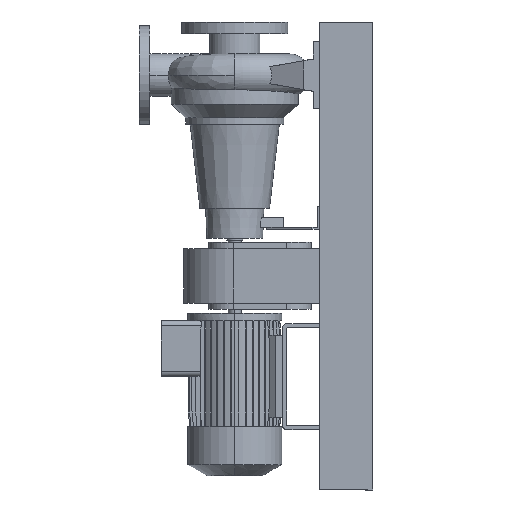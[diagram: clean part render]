
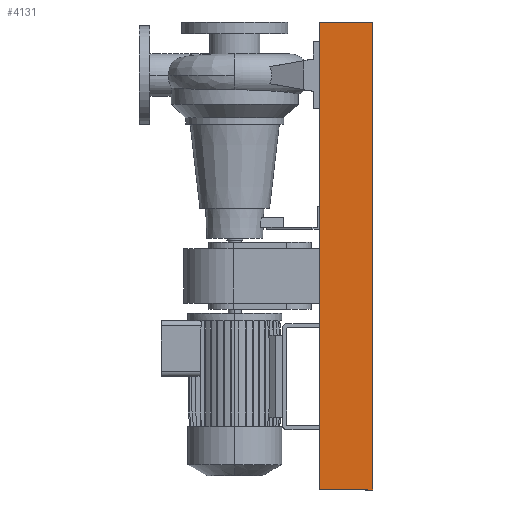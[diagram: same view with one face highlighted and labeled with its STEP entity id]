
A CAD part, left-side view. The second image highlights one B-rep face of the part: STEP entity #4131.
In plain terms, the highlighted planar face has unit normal (-1, 0, 0).
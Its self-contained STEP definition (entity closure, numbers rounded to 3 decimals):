
#1416 = VECTOR ( 'NONE', #4224, 1000. ) ;
#2321 = VECTOR ( 'NONE', #11064, 1000. ) ;
#2784 = EDGE_CURVE ( 'NONE', #10446, #17066, #9155, .T. ) ;
#3508 = LINE ( 'NONE', #10022, #7061 ) ;
#3647 = ORIENTED_EDGE ( 'NONE', *, *, #14961, .F. ) ;
#3724 = DIRECTION ( 'NONE',  ( 0., -1., 0. ) ) ;
#4131 = ADVANCED_FACE ( 'NONE', ( #9979 ), #14600, .T. ) ;
#4137 = CARTESIAN_POINT ( 'NONE',  ( -150., -50., -440. ) ) ;
#4224 = DIRECTION ( 'NONE',  ( 0., -1., 0. ) ) ;
#4515 = CARTESIAN_POINT ( 'NONE',  ( -150., 50., -440. ) ) ;
#6183 = CARTESIAN_POINT ( 'NONE',  ( -150., -50., 440. ) ) ;
#6201 = ORIENTED_EDGE ( 'NONE', *, *, #15931, .T. ) ;
#7061 = VECTOR ( 'NONE', #16591, 1000. ) ;
#8273 = CARTESIAN_POINT ( 'NONE',  ( -150., -50., -440. ) ) ;
#9155 = LINE ( 'NONE', #17641, #1416 ) ;
#9979 = FACE_OUTER_BOUND ( 'NONE', #18755, .T. ) ;
#10022 = CARTESIAN_POINT ( 'NONE',  ( -150., -50., -440. ) ) ;
#10446 = VERTEX_POINT ( 'NONE', #16911 ) ;
#11064 = DIRECTION ( 'NONE',  ( 0., 0., 1. ) ) ;
#12443 = AXIS2_PLACEMENT_3D ( 'NONE', #8273, #16118, #14490 ) ;
#12958 = VECTOR ( 'NONE', #3724, 1000. ) ;
#12998 = EDGE_CURVE ( 'NONE', #16307, #17066, #3508, .T. ) ;
#13185 = CARTESIAN_POINT ( 'NONE',  ( -150., 50., -440. ) ) ;
#13862 = ORIENTED_EDGE ( 'NONE', *, *, #12998, .T. ) ;
#13994 = LINE ( 'NONE', #4137, #12958 ) ;
#14384 = LINE ( 'NONE', #4515, #2321 ) ;
#14490 = DIRECTION ( 'NONE',  ( 0., 0., 1. ) ) ;
#14600 = PLANE ( 'NONE',  #12443 ) ;
#14961 = EDGE_CURVE ( 'NONE', #20128, #10446, #14384, .T. ) ;
#15931 = EDGE_CURVE ( 'NONE', #20128, #16307, #13994, .T. ) ;
#16118 = DIRECTION ( 'NONE',  ( -1., 0., 0. ) ) ;
#16307 = VERTEX_POINT ( 'NONE', #20498 ) ;
#16591 = DIRECTION ( 'NONE',  ( 0., 0., 1. ) ) ;
#16911 = CARTESIAN_POINT ( 'NONE',  ( -150., 50., 440. ) ) ;
#17066 = VERTEX_POINT ( 'NONE', #6183 ) ;
#17641 = CARTESIAN_POINT ( 'NONE',  ( -150., -50., 440. ) ) ;
#18755 = EDGE_LOOP ( 'NONE', ( #21078, #3647, #6201, #13862 ) ) ;
#20128 = VERTEX_POINT ( 'NONE', #13185 ) ;
#20498 = CARTESIAN_POINT ( 'NONE',  ( -150., -50., -440. ) ) ;
#21078 = ORIENTED_EDGE ( 'NONE', *, *, #2784, .F. ) ;
